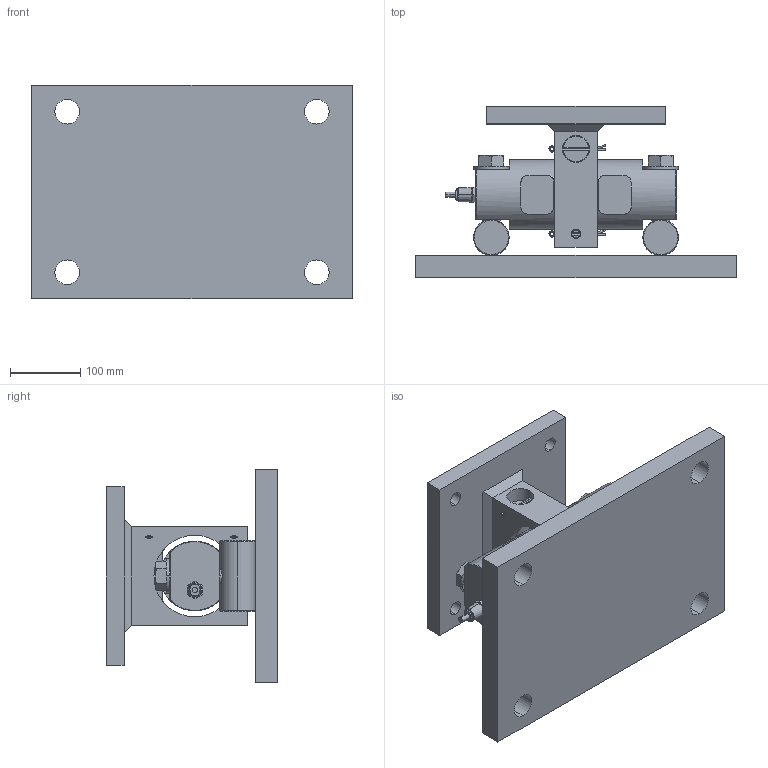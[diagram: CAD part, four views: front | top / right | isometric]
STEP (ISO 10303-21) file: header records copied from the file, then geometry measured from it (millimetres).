
FILE_DESCRIPTION (( 'STEP AP203' ), '1' );
FILE_NAME ('102DHM3-150Klb.STEP', '2025-07-18T05:49:56', ( '' ), ( '' ), 'SwSTEP 2.0', 'SolidWorks 2024', '' );
FILE_SCHEMA (( 'CONFIG_CONTROL_DESIGN' ));
Length unit declared in the file: millimetre
Products named in the file (1): 102DHM3-150Klb
Bounding box: 457.2 x 244.2 x 304.8 mm (x, y, z)
Volume: 9161465.8 mm3; surface area: 754363.3 mm2
Topology: 9 solids, 10 shells, 269 faces, 626 edges, 389 vertices
Faces by surface type: plane 107, cylinder 100, cone 50, bspline 8, torus 4
Entity records: 10849 total; most frequent: CARTESIAN_POINT 4673, DIRECTION 1260, ORIENTED_EDGE 1252, EDGE_CURVE 626, AXIS2_PLACEMENT_3D 496, VERTEX_POINT 389, EDGE_LOOP 317, ADVANCED_FACE 269
